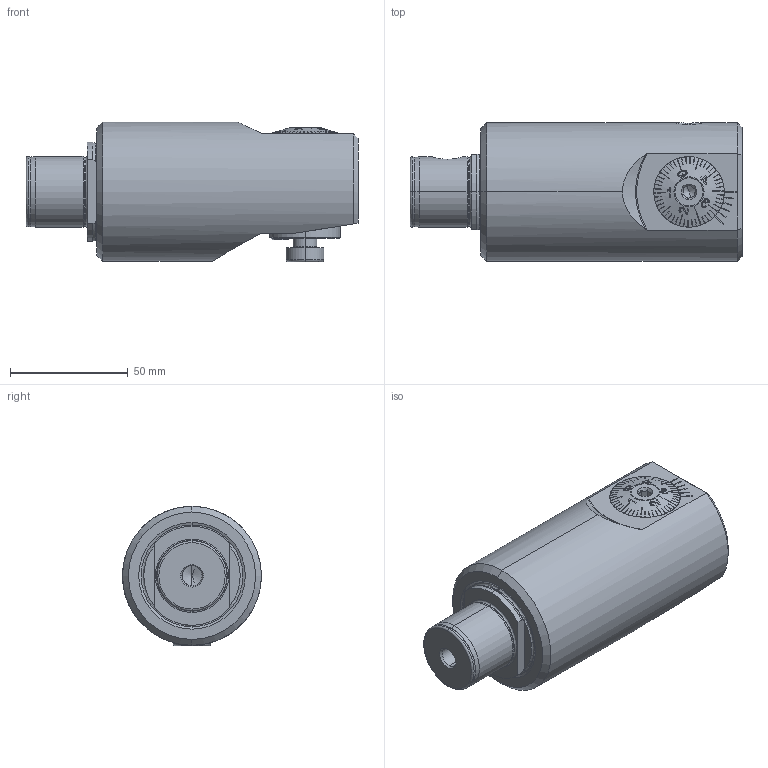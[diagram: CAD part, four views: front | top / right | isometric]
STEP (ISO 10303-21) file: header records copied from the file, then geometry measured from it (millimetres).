
FILE_DESCRIPTION (( 'STEP AP203' ), '1' );
FILE_NAME ('252.550.000.STEP', '2021-02-17T06:24:08', ( '' ), ( '' ), 'SwSTEP 2.0', 'SolidWorks 2017', '' );
FILE_SCHEMA (( 'CONFIG_CONTROL_DESIGN' ));
Length unit declared in the file: millimetre
Products named in the file (15): F55-BG1.DA3.030_A; DIN 3771 - 25x1.5; Klebstoff D10; ISO 4026 - M10 x 10; A55-BG3.011.033_A_gek〉zt; A55-BG2.011.016_D; F55-BG2.014.015_B_Fertig mit Gewinde; A55-BG2.012.006_B; 252.550.000; WCB-ER2.001.009_A; F55-BG1.AA4.030; A55-BG2.013.005_C; F55-BG1.012.012_A; MB5-F55.AA3.115_A; DIN 7984 - M10 x 16
Assembly tree (14 placements, depth 3):
  252.550.000
    MB5-F55.AA3.115_A
    F55-BG1.AA4.030
      F55-BG1.DA3.030_A
      F55-BG1.012.012_A
      A55-BG2.011.016_D
      F55-BG2.014.015_B_Fertig mit Gewinde
      A55-BG2.013.005_C
      DIN 3771 - 25x1.5
      A55-BG2.012.006_B
    A55-BG3.011.033_A_gek〉zt
    WCB-ER2.001.009_A
    Klebstoff D10
    DIN 7984 - M10 x 16
    ISO 4026 - M10 x 10
Bounding box: 141 x 59 x 59.16 mm (x, y, z)
Volume: 289844.1 mm3; surface area: 51882.7 mm2
Topology: 13 solids, 13 shells, 720 faces, 1866 edges, 1177 vertices
Faces by surface type: plane 303, cone 177, cylinder 136, torus 67, bspline 35, sphere 2
Entity records: 26931 total; most frequent: CARTESIAN_POINT 8576, ORIENTED_EDGE 3712, DIRECTION 3233, EDGE_CURVE 1856, AXIS2_PLACEMENT_3D 1267, VERTEX_POINT 1177, EDGE_LOOP 769, ADVANCED_FACE 720
